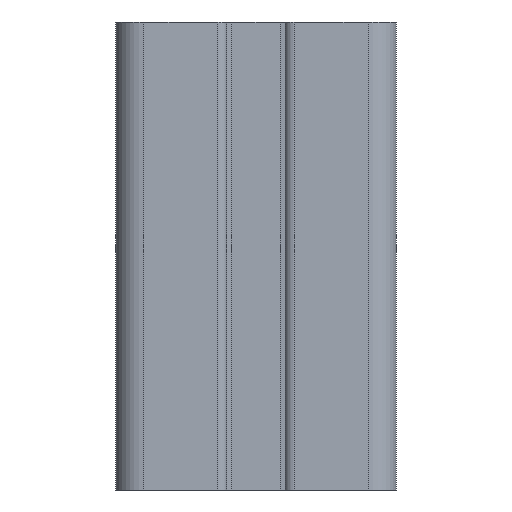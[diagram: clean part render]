
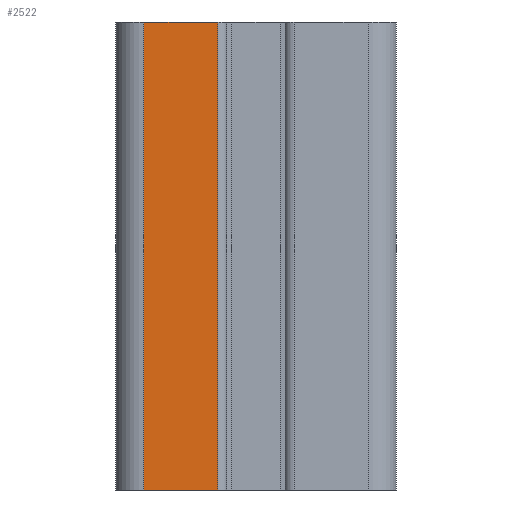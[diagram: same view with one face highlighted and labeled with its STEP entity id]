
A CAD part, left-side view. The second image highlights one B-rep face of the part: STEP entity #2522.
In plain terms, the highlighted planar face has unit normal (-1, 0, 0).
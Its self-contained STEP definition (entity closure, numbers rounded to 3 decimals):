
#379 = CARTESIAN_POINT ( 'NONE',  ( -60., 12., -25. ) ) ;
#506 = CARTESIAN_POINT ( 'NONE',  ( -60., 4.1, -25. ) ) ;
#822 = ORIENTED_EDGE ( 'NONE', *, *, #9053, .T. ) ;
#1661 = EDGE_CURVE ( 'NONE', #9063, #2432, #8347, .T. ) ;
#1826 = EDGE_CURVE ( 'NONE', #7761, #8819, #3359, .T. ) ;
#1939 = EDGE_CURVE ( 'NONE', #9063, #7761, #9036, .T. ) ;
#2287 = EDGE_LOOP ( 'NONE', ( #822, #6306, #4694, #4804 ) ) ;
#2290 = DIRECTION ( 'NONE',  ( 0., -1., 0. ) ) ;
#2432 = VERTEX_POINT ( 'NONE', #379 ) ;
#2522 = ADVANCED_FACE ( 'NONE', ( #9023 ), #2604, .F. ) ;
#2604 = PLANE ( 'NONE',  #9822 ) ;
#3093 = CARTESIAN_POINT ( 'NONE',  ( -60., 12., 25. ) ) ;
#3359 = LINE ( 'NONE', #6464, #10675 ) ;
#4153 = LINE ( 'NONE', #10460, #8031 ) ;
#4694 = ORIENTED_EDGE ( 'NONE', *, *, #1939, .F. ) ;
#4804 = ORIENTED_EDGE ( 'NONE', *, *, #1661, .T. ) ;
#4934 = CARTESIAN_POINT ( 'NONE',  ( -60., 12., 25. ) ) ;
#6306 = ORIENTED_EDGE ( 'NONE', *, *, #1826, .F. ) ;
#6464 = CARTESIAN_POINT ( 'NONE',  ( -60., 4.1, 25. ) ) ;
#6556 = CARTESIAN_POINT ( 'NONE',  ( -60., 4.1, 25. ) ) ;
#7178 = DIRECTION ( 'NONE',  ( 0., 0., -1. ) ) ;
#7761 = VERTEX_POINT ( 'NONE', #6556 ) ;
#8031 = VECTOR ( 'NONE', #2290, 1000. ) ;
#8347 = LINE ( 'NONE', #3093, #9365 ) ;
#8819 = VERTEX_POINT ( 'NONE', #506 ) ;
#8964 = CARTESIAN_POINT ( 'NONE',  ( -60., 12., 25. ) ) ;
#9023 = FACE_OUTER_BOUND ( 'NONE', #2287, .T. ) ;
#9036 = LINE ( 'NONE', #8964, #12263 ) ;
#9053 = EDGE_CURVE ( 'NONE', #2432, #8819, #4153, .T. ) ;
#9063 = VERTEX_POINT ( 'NONE', #9411 ) ;
#9089 = DIRECTION ( 'NONE',  ( 0., 1., 0. ) ) ;
#9365 = VECTOR ( 'NONE', #7178, 1000. ) ;
#9411 = CARTESIAN_POINT ( 'NONE',  ( -60., 12., 25. ) ) ;
#9586 = DIRECTION ( 'NONE',  ( 0., 0., -1. ) ) ;
#9822 = AXIS2_PLACEMENT_3D ( 'NONE', #4934, #10073, #9089 ) ;
#10073 = DIRECTION ( 'NONE',  ( 1., 0., 0. ) ) ;
#10155 = DIRECTION ( 'NONE',  ( 0., -1., 0. ) ) ;
#10460 = CARTESIAN_POINT ( 'NONE',  ( -60., 12., -25. ) ) ;
#10675 = VECTOR ( 'NONE', #9586, 1000. ) ;
#12263 = VECTOR ( 'NONE', #10155, 1000. ) ;
